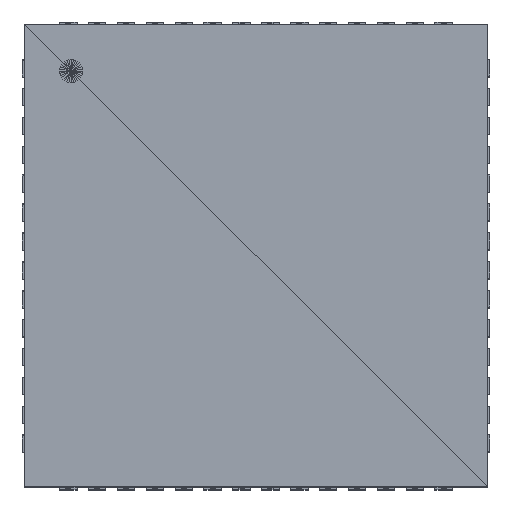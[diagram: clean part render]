
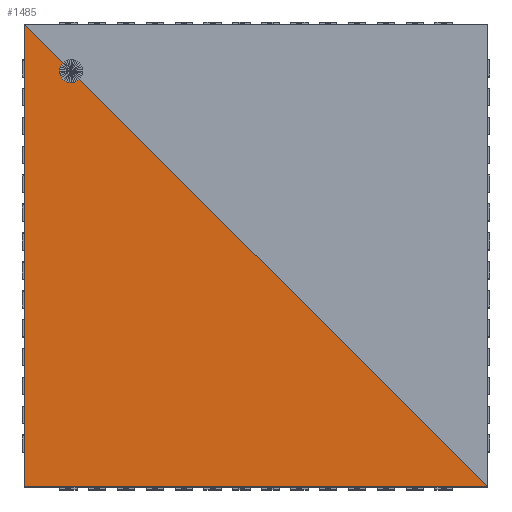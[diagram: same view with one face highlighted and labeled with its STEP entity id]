
A CAD part, top view. The second image highlights one B-rep face of the part: STEP entity #1485.
In plain terms, the highlighted planar face has unit normal (0, 0, 1).
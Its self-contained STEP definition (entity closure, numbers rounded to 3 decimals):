
#1485=ADVANCED_FACE('',(#1486),#1512,.F.);
#1486=FACE_OUTER_BOUND('',#1487,.T.);
#1487=EDGE_LOOP('',(#1488,#1490,#1492));
#1488=ORIENTED_EDGE('',*,*,#1489,.T.);
#1489=EDGE_CURVE('',#1494,#1496,#1498,.T.);
#1490=ORIENTED_EDGE('',*,*,#1491,.T.);
#1491=EDGE_CURVE('',#1496,#1502,#1504,.T.);
#1492=ORIENTED_EDGE('',*,*,#1493,.T.);
#1493=EDGE_CURVE('',#1502,#1494,#1508,.T.);
#1494=VERTEX_POINT('',#1495);
#1495=CARTESIAN_POINT('',(4.001,-4.001,0.965));
#1496=VERTEX_POINT('',#1497);
#1497=CARTESIAN_POINT('',(-4.001,-4.001,0.965));
#1498=LINE('',#1499,#1500);
#1499=CARTESIAN_POINT('',(4.001,-4.001,0.965));
#1500=VECTOR('',#1501,1.0);
#1501=DIRECTION('',(1.0,0.0,0.0));
#1502=VERTEX_POINT('',#1503);
#1503=CARTESIAN_POINT('',(-4.001,4.001,0.965));
#1504=LINE('',#1505,#1506);
#1505=CARTESIAN_POINT('',(-4.001,-4.001,0.965));
#1506=VECTOR('',#1507,1.0);
#1507=DIRECTION('',(0.0,-1.0,0.0));
#1508=LINE('',#1509,#1510);
#1509=CARTESIAN_POINT('',(-4.001,4.001,0.965));
#1510=VECTOR('',#1511,1.0);
#1511=DIRECTION('',(-0.707,0.707,0.0));
#1512=PLANE('',#1513);
#1513=AXIS2_PLACEMENT_3D('',#1514,#1515,#1516);
#1514=CARTESIAN_POINT('',(-4.001,-4.001,0.965));
#1515=DIRECTION('',(0.0,0.0,-1.0));
#1516=DIRECTION('',(0.707,-0.707,0.0));
